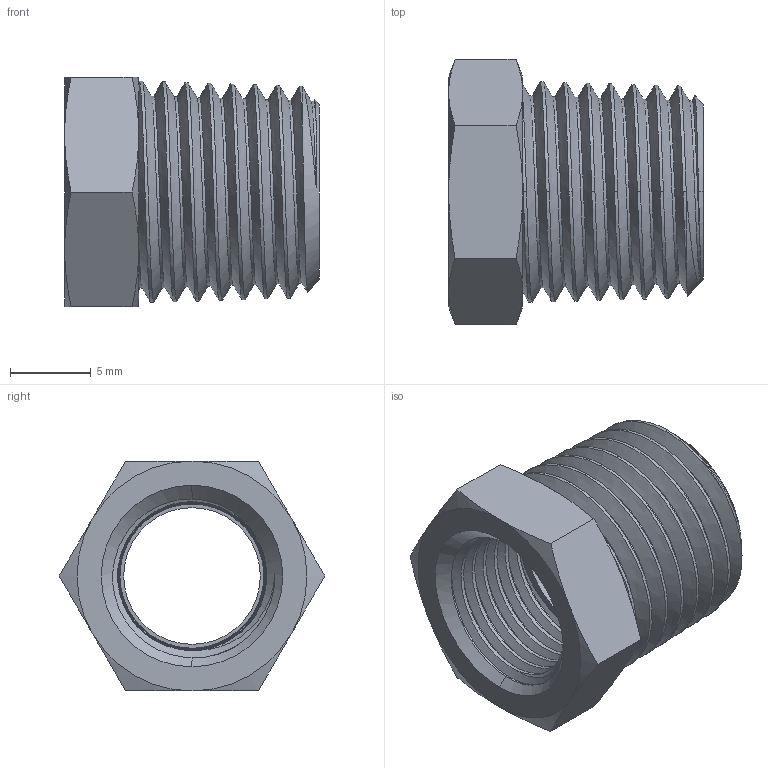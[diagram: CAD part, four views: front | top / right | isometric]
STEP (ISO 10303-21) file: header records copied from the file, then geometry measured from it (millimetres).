
FILE_DESCRIPTION (( 'STEP AP203' ), '1' );
FILE_NAME ('4429K411.step', '2012-04-03T20:21:32', ( 't2jrg' ), ( '' ), 'SwSTEP 2.0', 'SolidWorks 2009', '' );
FILE_SCHEMA (( 'CONFIG_CONTROL_DESIGN' ));
Length unit declared in the file: inch
Products named in the file (1): 4429K411
Bounding box: 15.75 x 16.42 x 14.22 mm (x, y, z)
Volume: 1165.4 mm3; surface area: 1696.3 mm2
Topology: 1 solids, 1 shells, 64 faces, 168 edges, 108 vertices
Faces by surface type: cone 46, plane 10, bspline 6, cylinder 2
Entity records: 9204 total; most frequent: CARTESIAN_POINT 7748, ORIENTED_EDGE 336, DIRECTION 206, EDGE_CURVE 168, VERTEX_POINT 108, B_SPLINE_CURVE_WITH_KNOTS 104, AXIS2_PLACEMENT_3D 83, EDGE_LOOP 68
